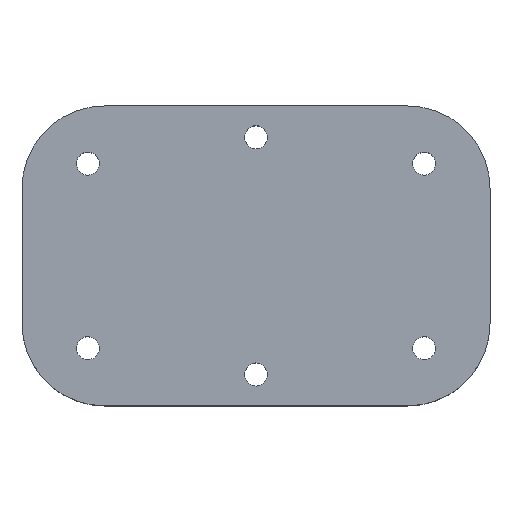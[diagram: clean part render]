
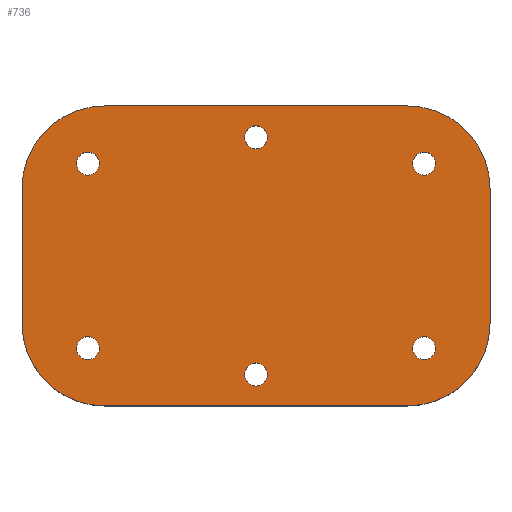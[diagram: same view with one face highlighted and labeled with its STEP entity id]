
A CAD part, top view. The second image highlights one B-rep face of the part: STEP entity #736.
In plain terms, the highlighted planar face has unit normal (0, 0, 1).
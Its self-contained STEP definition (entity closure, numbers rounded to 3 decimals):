
#31=FACE_BOUND('',#123,.T.);
#32=FACE_BOUND('',#124,.T.);
#33=FACE_BOUND('',#125,.T.);
#34=FACE_BOUND('',#126,.T.);
#35=FACE_BOUND('',#127,.T.);
#36=FACE_BOUND('',#128,.T.);
#58=PLANE('',#796);
#72=FACE_OUTER_BOUND('',#122,.T.);
#122=EDGE_LOOP('',(#537,#538,#539,#540,#541,#542,#543,#544));
#123=EDGE_LOOP('',(#545));
#124=EDGE_LOOP('',(#546));
#125=EDGE_LOOP('',(#547));
#126=EDGE_LOOP('',(#548));
#127=EDGE_LOOP('',(#549));
#128=EDGE_LOOP('',(#550));
#189=LINE('',#1163,#239);
#192=LINE('',#1169,#242);
#193=LINE('',#1173,#243);
#194=LINE('',#1177,#244);
#239=VECTOR('',#925,10.);
#242=VECTOR('',#930,10.);
#243=VECTOR('',#933,10.);
#244=VECTOR('',#936,10.);
#296=CIRCLE('',#793,25.);
#298=CIRCLE('',#797,25.);
#299=CIRCLE('',#798,25.);
#300=CIRCLE('',#799,25.);
#301=CIRCLE('',#800,3.5);
#302=CIRCLE('',#801,3.5);
#303=CIRCLE('',#802,3.5);
#304=CIRCLE('',#803,3.5);
#305=CIRCLE('',#804,3.5);
#306=CIRCLE('',#805,3.5);
#354=VERTEX_POINT('',#1153);
#355=VERTEX_POINT('',#1154);
#358=VERTEX_POINT('',#1162);
#360=VERTEX_POINT('',#1168);
#361=VERTEX_POINT('',#1170);
#362=VERTEX_POINT('',#1172);
#363=VERTEX_POINT('',#1174);
#364=VERTEX_POINT('',#1176);
#365=VERTEX_POINT('',#1179);
#366=VERTEX_POINT('',#1181);
#367=VERTEX_POINT('',#1183);
#368=VERTEX_POINT('',#1185);
#369=VERTEX_POINT('',#1187);
#370=VERTEX_POINT('',#1189);
#424=EDGE_CURVE('',#354,#355,#296,.T.);
#428=EDGE_CURVE('',#358,#355,#189,.T.);
#431=EDGE_CURVE('',#354,#360,#192,.T.);
#432=EDGE_CURVE('',#361,#360,#298,.T.);
#433=EDGE_CURVE('',#361,#362,#193,.T.);
#434=EDGE_CURVE('',#363,#362,#299,.T.);
#435=EDGE_CURVE('',#363,#364,#194,.T.);
#436=EDGE_CURVE('',#358,#364,#300,.T.);
#437=EDGE_CURVE('',#365,#365,#301,.T.);
#438=EDGE_CURVE('',#366,#366,#302,.T.);
#439=EDGE_CURVE('',#367,#367,#303,.T.);
#440=EDGE_CURVE('',#368,#368,#304,.T.);
#441=EDGE_CURVE('',#369,#369,#305,.T.);
#442=EDGE_CURVE('',#370,#370,#306,.T.);
#537=ORIENTED_EDGE('',*,*,#424,.F.);
#538=ORIENTED_EDGE('',*,*,#431,.T.);
#539=ORIENTED_EDGE('',*,*,#432,.F.);
#540=ORIENTED_EDGE('',*,*,#433,.T.);
#541=ORIENTED_EDGE('',*,*,#434,.F.);
#542=ORIENTED_EDGE('',*,*,#435,.T.);
#543=ORIENTED_EDGE('',*,*,#436,.F.);
#544=ORIENTED_EDGE('',*,*,#428,.T.);
#545=ORIENTED_EDGE('',*,*,#437,.T.);
#546=ORIENTED_EDGE('',*,*,#438,.T.);
#547=ORIENTED_EDGE('',*,*,#439,.T.);
#548=ORIENTED_EDGE('',*,*,#440,.T.);
#549=ORIENTED_EDGE('',*,*,#441,.T.);
#550=ORIENTED_EDGE('',*,*,#442,.T.);
#736=ADVANCED_FACE('',(#72,#31,#32,#33,#34,#35,#36),#58,.T.);
#793=AXIS2_PLACEMENT_3D('',#1155,#917,#918);
#796=AXIS2_PLACEMENT_3D('',#1167,#928,#929);
#797=AXIS2_PLACEMENT_3D('',#1171,#931,#932);
#798=AXIS2_PLACEMENT_3D('',#1175,#934,#935);
#799=AXIS2_PLACEMENT_3D('',#1178,#937,#938);
#800=AXIS2_PLACEMENT_3D('',#1180,#939,#940);
#801=AXIS2_PLACEMENT_3D('',#1182,#941,#942);
#802=AXIS2_PLACEMENT_3D('',#1184,#943,#944);
#803=AXIS2_PLACEMENT_3D('',#1186,#945,#946);
#804=AXIS2_PLACEMENT_3D('',#1188,#947,#948);
#805=AXIS2_PLACEMENT_3D('',#1190,#949,#950);
#917=DIRECTION('center_axis',(0.,0.,-1.));
#918=DIRECTION('ref_axis',(0.707,-0.707,0.));
#925=DIRECTION('',(1.,0.,0.));
#928=DIRECTION('center_axis',(0.,0.,1.));
#929=DIRECTION('ref_axis',(1.,0.,0.));
#930=DIRECTION('',(0.,1.,0.));
#931=DIRECTION('center_axis',(0.,0.,-1.));
#932=DIRECTION('ref_axis',(0.707,0.707,0.));
#933=DIRECTION('',(-1.,0.,0.));
#934=DIRECTION('center_axis',(0.,0.,-1.));
#935=DIRECTION('ref_axis',(-0.707,0.707,0.));
#936=DIRECTION('',(0.,-1.,0.));
#937=DIRECTION('center_axis',(0.,0.,-1.));
#938=DIRECTION('ref_axis',(-0.707,-0.707,0.));
#939=DIRECTION('center_axis',(0.,0.,-1.));
#940=DIRECTION('ref_axis',(1.,0.,0.));
#941=DIRECTION('center_axis',(0.,0.,-1.));
#942=DIRECTION('ref_axis',(1.,0.,0.));
#943=DIRECTION('center_axis',(0.,0.,-1.));
#944=DIRECTION('ref_axis',(1.,0.,0.));
#945=DIRECTION('center_axis',(0.,0.,-1.));
#946=DIRECTION('ref_axis',(1.,0.,0.));
#947=DIRECTION('center_axis',(0.,0.,-1.));
#948=DIRECTION('ref_axis',(1.,0.,0.));
#949=DIRECTION('center_axis',(0.,0.,-1.));
#950=DIRECTION('ref_axis',(1.,0.,0.));
#1153=CARTESIAN_POINT('',(71.,-20.5,45.));
#1154=CARTESIAN_POINT('',(46.,-45.5,45.));
#1155=CARTESIAN_POINT('Origin',(46.,-20.5,45.));
#1162=CARTESIAN_POINT('',(-46.,-45.5,45.));
#1163=CARTESIAN_POINT('',(71.,-45.5,45.));
#1167=CARTESIAN_POINT('Origin',(0.,0.,45.));
#1168=CARTESIAN_POINT('',(71.,20.5,45.));
#1169=CARTESIAN_POINT('',(71.,45.5,45.));
#1170=CARTESIAN_POINT('',(46.,45.5,45.));
#1171=CARTESIAN_POINT('Origin',(46.,20.5,45.));
#1172=CARTESIAN_POINT('',(-46.,45.5,45.));
#1173=CARTESIAN_POINT('',(-71.,45.5,45.));
#1174=CARTESIAN_POINT('',(-71.,20.5,45.));
#1175=CARTESIAN_POINT('Origin',(-46.,20.5,45.));
#1176=CARTESIAN_POINT('',(-71.,-20.5,45.));
#1177=CARTESIAN_POINT('',(-71.,-45.5,45.));
#1178=CARTESIAN_POINT('Origin',(-46.,-20.5,45.));
#1179=CARTESIAN_POINT('',(47.5,-28.,45.));
#1180=CARTESIAN_POINT('Origin',(51.,-28.,45.));
#1181=CARTESIAN_POINT('',(-54.5,-28.,45.));
#1182=CARTESIAN_POINT('Origin',(-51.,-28.,45.));
#1183=CARTESIAN_POINT('',(-3.5,-36.,45.));
#1184=CARTESIAN_POINT('Origin',(0.,-36.,45.));
#1185=CARTESIAN_POINT('',(47.5,28.,45.));
#1186=CARTESIAN_POINT('Origin',(51.,28.,45.));
#1187=CARTESIAN_POINT('',(-54.5,28.,45.));
#1188=CARTESIAN_POINT('Origin',(-51.,28.,45.));
#1189=CARTESIAN_POINT('',(-3.5,36.,45.));
#1190=CARTESIAN_POINT('Origin',(0.,36.,45.));
